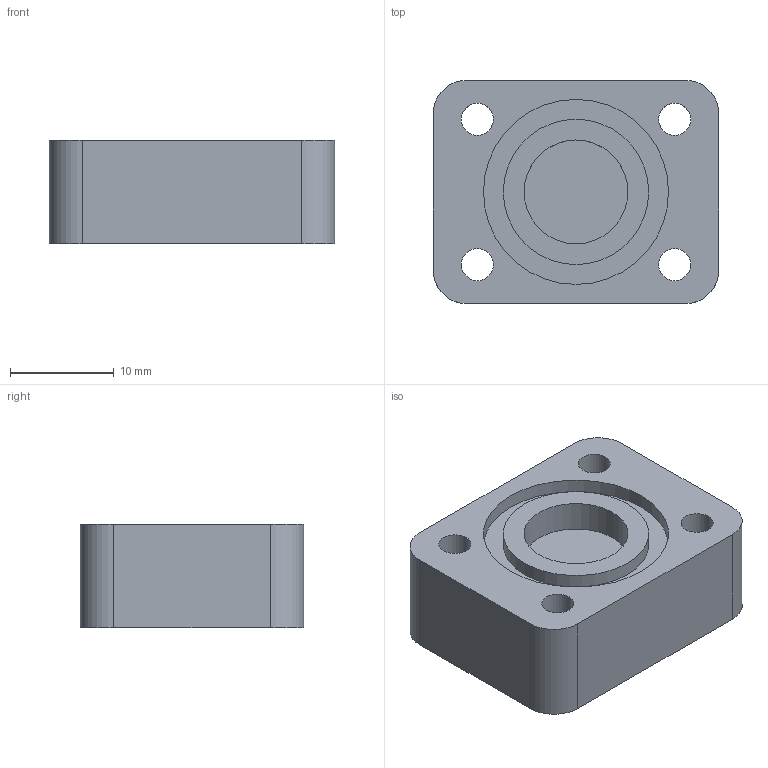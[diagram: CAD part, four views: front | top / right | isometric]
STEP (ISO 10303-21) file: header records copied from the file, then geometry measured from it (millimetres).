
FILE_DESCRIPTION((''),'2;1');
FILE_NAME('6080-128-100708.stp','2008-10-07T11:56:50',('tmk'),(''),'Autodesk Inventor 2009','Autodesk Inventor 2009','');
FILE_SCHEMA(('AUTOMOTIVE_DESIGN { 1 0 10303 214 1 1 1 1 }'));
Length unit declared in the file: millimetre
Products named in the file (1): 6080-128 Cover Laser Alignment
Bounding box: 27.5 x 21.5 x 10 mm (x, y, z)
Volume: 4150.8 mm3; surface area: 3180.9 mm2
Topology: 1 solids, 1 shells, 40 faces, 81 edges, 54 vertices
Faces by surface type: bspline 16, plane 13, cylinder 11
Full cylindrical faces by diameter (mm): 10 x2, 11 x1, 14 x1, 14.82 x1, 15.2 x1, 17.82 x1
Entity records: 1134 total; most frequent: CARTESIAN_POINT 365, DIRECTION 150, ORIENTED_EDGE 116, EDGE_LOOP 78, AXIS2_PLACEMENT_3D 67, EDGE_CURVE 58, VERTEX_POINT 50, CIRCLE 42
